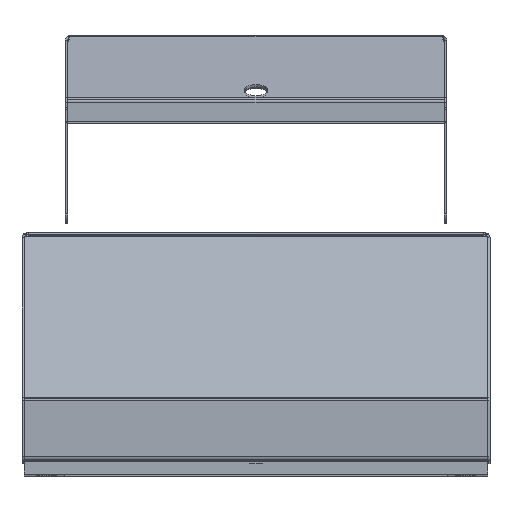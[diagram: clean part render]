
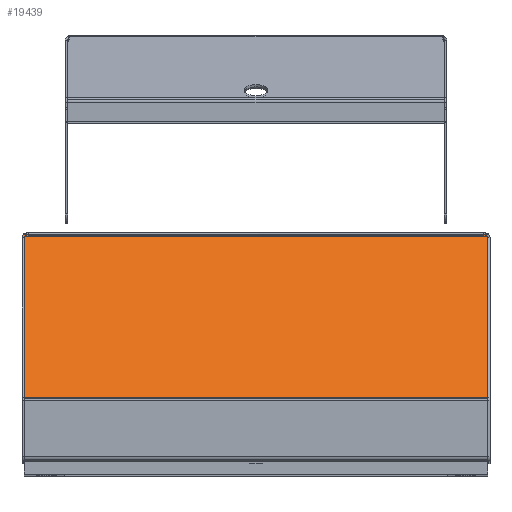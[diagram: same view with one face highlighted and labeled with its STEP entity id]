
A CAD part, top view. The second image highlights one B-rep face of the part: STEP entity #19439.
In plain terms, the highlighted face is planar.
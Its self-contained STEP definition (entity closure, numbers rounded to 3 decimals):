
#14673=DIRECTION('',(0.,0.,1.));
#14674=VECTOR('',#14673,185.5);
#14675=CARTESIAN_POINT('',(202.099,-0.823,-92.75));
#14676=LINE('',#14675,#14674);
#14702=CARTESIAN_POINT('',(202.099,-0.823,-92.75));
#14707=DIRECTION('',(-0.589,0.808,0.));
#14708=VECTOR('',#14707,1.456);
#14709=CARTESIAN_POINT('',(202.956,-2.,92.75));
#14710=LINE('',#14709,#14708);
#14714=DIRECTION('',(-0.589,0.808,0.));
#14715=VECTOR('',#14714,1.456);
#14716=CARTESIAN_POINT('',(202.956,-2.,-92.75));
#14717=LINE('',#14716,#14715);
#16951=DIRECTION('',(0.589,-0.808,0.));
#16952=VECTOR('',#16951,79.263);
#16953=CARTESIAN_POINT('',(202.956,-2.,92.75));
#16954=LINE('',#16953,#16952);
#17025=DIRECTION('',(0.,0.,-1.));
#17026=VECTOR('',#17025,185.5);
#17027=CARTESIAN_POINT('',(249.617,-66.074,92.75));
#17028=LINE('',#17027,#17026);
#17106=DIRECTION('',(-0.589,0.808,0.));
#17107=VECTOR('',#17106,79.263);
#17108=CARTESIAN_POINT('',(249.617,-66.074,-92.75));
#17109=LINE('',#17108,#17107);
#18288=VERTEX_POINT('',#14702);
#18290=CARTESIAN_POINT('',(202.099,-0.823,92.75));
#18291=VERTEX_POINT('',#18290);
#18292=CARTESIAN_POINT('',(202.956,-2.,-92.75));
#18293=VERTEX_POINT('',#18292);
#18294=CARTESIAN_POINT('',(249.617,-66.074,-92.75));
#18295=VERTEX_POINT('',#18294);
#18296=CARTESIAN_POINT('',(249.617,-66.074,92.75));
#18297=VERTEX_POINT('',#18296);
#18298=CARTESIAN_POINT('',(202.956,-2.,92.75));
#18299=VERTEX_POINT('',#18298);
#19421=CARTESIAN_POINT('',(250.,-66.6,-91.25));
#19422=DIRECTION('',(0.808,0.589,0.));
#19423=DIRECTION('',(-0.589,0.808,0.));
#19424=AXIS2_PLACEMENT_3D('',#19421,#19422,#19423);
#19425=PLANE('',#19424);
#19427=ORIENTED_EDGE('',*,*,#19426,.F.);
#19429=ORIENTED_EDGE('',*,*,#19428,.F.);
#19431=ORIENTED_EDGE('',*,*,#19430,.F.);
#19433=ORIENTED_EDGE('',*,*,#19432,.F.);
#19435=ORIENTED_EDGE('',*,*,#19434,.T.);
#19436=ORIENTED_EDGE('',*,*,#19412,.F.);
#19437=EDGE_LOOP('',(#19427,#19429,#19431,#19433,#19435,#19436));
#19438=FACE_OUTER_BOUND('',#19437,.F.);
#19412=EDGE_CURVE('',#18288,#18291,#14676,.T.);
#19426=EDGE_CURVE('',#18293,#18288,#14717,.T.);
#19428=EDGE_CURVE('',#18295,#18293,#17109,.T.);
#19430=EDGE_CURVE('',#18297,#18295,#17028,.T.);
#19432=EDGE_CURVE('',#18299,#18297,#16954,.T.);
#19434=EDGE_CURVE('',#18299,#18291,#14710,.T.);
#19439=ADVANCED_FACE('',(#19438),#19425,.T.);
